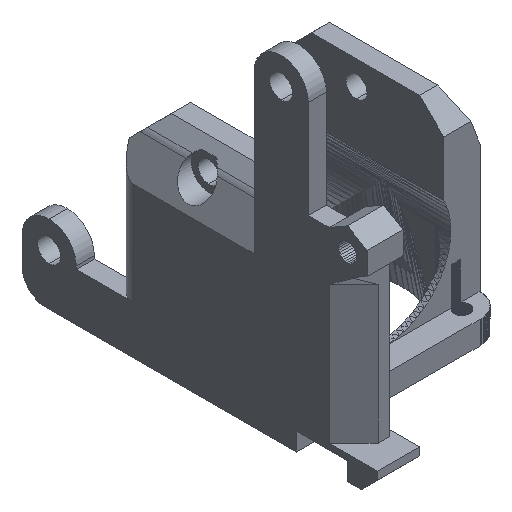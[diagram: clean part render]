
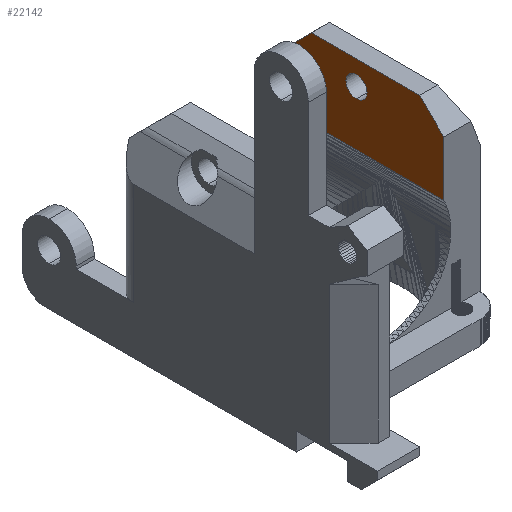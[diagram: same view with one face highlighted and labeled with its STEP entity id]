
A CAD part, isometric view. The second image highlights one B-rep face of the part: STEP entity #22142.
In plain terms, the highlighted planar face has unit normal (-1, 0, 0).
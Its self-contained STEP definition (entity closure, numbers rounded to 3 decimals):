
#129 = CARTESIAN_POINT ( 'NONE',  ( 18.705, 23.305, 32.652 ) ) ;
#937 = LINE ( 'NONE', #129, #37075 ) ;
#1462 = DIRECTION ( 'NONE',  ( 0., 0.707, 0.707 ) ) ;
#3022 = DIRECTION ( 'NONE',  ( 0., 0., -1. ) ) ;
#8337 = DIRECTION ( 'NONE',  ( 0., 0., -1. ) ) ;
#9182 = VECTOR ( 'NONE', #8337, 1000. ) ;
#9455 = CARTESIAN_POINT ( 'NONE',  ( 18.705, 11.806, 41.72 ) ) ;
#10646 = LINE ( 'NONE', #16761, #29037 ) ;
#10786 = CIRCLE ( 'NONE', #49559, 1.75 ) ;
#11309 = PLANE ( 'NONE',  #38345 ) ;
#11316 = EDGE_CURVE ( 'NONE', #38538, #36231, #50794, .T. ) ;
#13177 = CARTESIAN_POINT ( 'NONE',  ( 18.705, -2.695, 45.72 ) ) ;
#13456 = ORIENTED_EDGE ( 'NONE', *, *, #24554, .T. ) ;
#14451 = ORIENTED_EDGE ( 'NONE', *, *, #20395, .T. ) ;
#14534 = CARTESIAN_POINT ( 'NONE',  ( 18.705, 11.806, 41.72 ) ) ;
#16761 = CARTESIAN_POINT ( 'NONE',  ( 18.705, 19.305, 45.72 ) ) ;
#16929 = DIRECTION ( 'NONE',  ( 0., 0.707, -0.707 ) ) ;
#19325 = DIRECTION ( 'NONE',  ( 0., -1., 0. ) ) ;
#19359 = VECTOR ( 'NONE', #19325, 1000. ) ;
#20022 = VERTEX_POINT ( 'NONE', #24834 ) ;
#20395 = EDGE_CURVE ( 'NONE', #30873, #49146, #30129, .T. ) ;
#22142 = ADVANCED_FACE ( 'NONE', ( #37340, #51299 ), #11309, .F. ) ;
#22269 = VECTOR ( 'NONE', #1462, 1000. ) ;
#23075 = ORIENTED_EDGE ( 'NONE', *, *, #50927, .T. ) ;
#24236 = CARTESIAN_POINT ( 'NONE',  ( 18.705, -2.695, 37.72 ) ) ;
#24351 = CARTESIAN_POINT ( 'NONE',  ( 18.705, 1.305, 45.72 ) ) ;
#24554 = EDGE_CURVE ( 'NONE', #39977, #49570, #27178, .T. ) ;
#24834 = CARTESIAN_POINT ( 'NONE',  ( 18.705, 19.305, 45.72 ) ) ;
#25778 = ORIENTED_EDGE ( 'NONE', *, *, #47812, .F. ) ;
#25904 = CARTESIAN_POINT ( 'NONE',  ( 18.705, -2.695, 41.72 ) ) ;
#27178 = CIRCLE ( 'NONE', #42558, 1.75 ) ;
#27787 = DIRECTION ( 'NONE',  ( 1., 0., 0. ) ) ;
#29037 = VECTOR ( 'NONE', #16929, 1000. ) ;
#30008 = CARTESIAN_POINT ( 'NONE',  ( 18.705, 11.806, 43.47 ) ) ;
#30065 = CARTESIAN_POINT ( 'NONE',  ( 18.705, -2.695, 41.72 ) ) ;
#30129 = LINE ( 'NONE', #31351, #19359 ) ;
#30466 = EDGE_LOOP ( 'NONE', ( #25778, #39485, #40656, #23075, #52005, #14451 ) ) ;
#30855 = CARTESIAN_POINT ( 'NONE',  ( 18.705, 23.305, 41.72 ) ) ;
#30873 = VERTEX_POINT ( 'NONE', #45035 ) ;
#31351 = CARTESIAN_POINT ( 'NONE',  ( 18.705, 23.305, 32.652 ) ) ;
#32554 = VECTOR ( 'NONE', #37428, 1000. ) ;
#32682 = ORIENTED_EDGE ( 'NONE', *, *, #34834, .T. ) ;
#32711 = DIRECTION ( 'NONE',  ( 0., 0., 1. ) ) ;
#34834 = EDGE_CURVE ( 'NONE', #49570, #39977, #10786, .T. ) ;
#36231 = VERTEX_POINT ( 'NONE', #24351 ) ;
#37075 = VECTOR ( 'NONE', #32711, 1000. ) ;
#37340 = FACE_BOUND ( 'NONE', #48920, .T. ) ;
#37428 = DIRECTION ( 'NONE',  ( 0., 1., 0. ) ) ;
#37726 = DIRECTION ( 'NONE',  ( 1., 0., 0. ) ) ;
#38345 = AXIS2_PLACEMENT_3D ( 'NONE', #39606, #27787, #44040 ) ;
#38538 = VERTEX_POINT ( 'NONE', #30065 ) ;
#39485 = ORIENTED_EDGE ( 'NONE', *, *, #11316, .T. ) ;
#39606 = CARTESIAN_POINT ( 'NONE',  ( 18.705, 8.255, 32.695 ) ) ;
#39977 = VERTEX_POINT ( 'NONE', #30008 ) ;
#40656 = ORIENTED_EDGE ( 'NONE', *, *, #51988, .T. ) ;
#41434 = LINE ( 'NONE', #24236, #9182 ) ;
#41626 = CARTESIAN_POINT ( 'NONE',  ( 18.705, -2.695, 32.652 ) ) ;
#42148 = DIRECTION ( 'NONE',  ( 0., 0., -1. ) ) ;
#42212 = EDGE_CURVE ( 'NONE', #30873, #45230, #937, .T. ) ;
#42558 = AXIS2_PLACEMENT_3D ( 'NONE', #14534, #47458, #3022 ) ;
#44040 = DIRECTION ( 'NONE',  ( 0., 1., 0. ) ) ;
#45035 = CARTESIAN_POINT ( 'NONE',  ( 18.705, 23.305, 32.652 ) ) ;
#45230 = VERTEX_POINT ( 'NONE', #30855 ) ;
#45252 = LINE ( 'NONE', #13177, #32554 ) ;
#47458 = DIRECTION ( 'NONE',  ( 1., 0., 0. ) ) ;
#47812 = EDGE_CURVE ( 'NONE', #38538, #49146, #41434, .T. ) ;
#48920 = EDGE_LOOP ( 'NONE', ( #13456, #32682 ) ) ;
#49029 = CARTESIAN_POINT ( 'NONE',  ( 18.705, 11.806, 39.97 ) ) ;
#49146 = VERTEX_POINT ( 'NONE', #41626 ) ;
#49559 = AXIS2_PLACEMENT_3D ( 'NONE', #9455, #37726, #42148 ) ;
#49570 = VERTEX_POINT ( 'NONE', #49029 ) ;
#50794 = LINE ( 'NONE', #25904, #22269 ) ;
#50927 = EDGE_CURVE ( 'NONE', #20022, #45230, #10646, .T. ) ;
#51299 = FACE_OUTER_BOUND ( 'NONE', #30466, .T. ) ;
#51988 = EDGE_CURVE ( 'NONE', #36231, #20022, #45252, .T. ) ;
#52005 = ORIENTED_EDGE ( 'NONE', *, *, #42212, .F. ) ;
